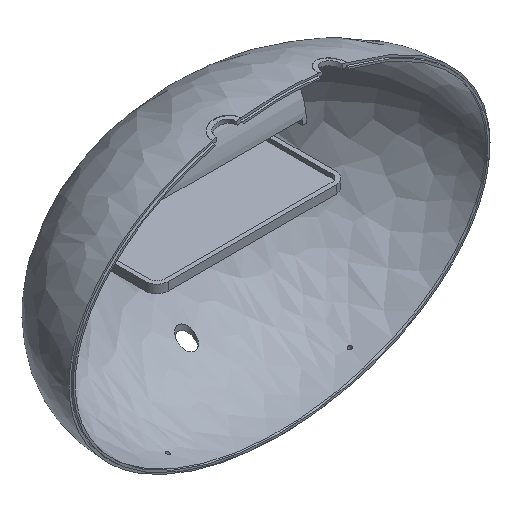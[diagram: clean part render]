
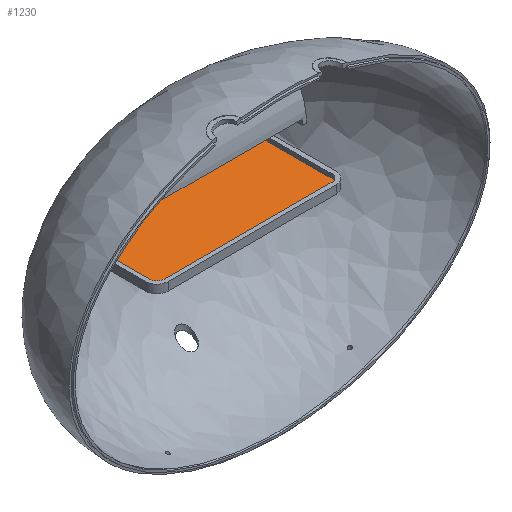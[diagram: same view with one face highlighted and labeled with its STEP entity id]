
A CAD part, isometric view. The second image highlights one B-rep face of the part: STEP entity #1230.
In plain terms, the highlighted planar face has unit normal (0, 0, 1).
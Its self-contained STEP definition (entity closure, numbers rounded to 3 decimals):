
#45=CIRCLE('',#1324,3.5);
#46=CIRCLE('',#1327,3.5);
#47=CIRCLE('',#1330,3.5);
#48=CIRCLE('',#1333,3.5);
#79=PLANE('',#1342);
#157=FACE_OUTER_BOUND('',#232,.T.);
#232=EDGE_LOOP('',(#1012,#1013,#1014,#1015,#1016,#1017,#1018,#1019));
#290=LINE('',#2434,#376);
#294=LINE('',#2443,#380);
#298=LINE('',#2452,#384);
#300=LINE('',#2459,#386);
#376=VECTOR('',#1510,10.);
#380=VECTOR('',#1520,10.);
#384=VECTOR('',#1530,10.);
#386=VECTOR('',#1538,10.);
#561=VERTEX_POINT('',#2432);
#562=VERTEX_POINT('',#2433);
#563=VERTEX_POINT('',#2438);
#564=VERTEX_POINT('',#2442);
#565=VERTEX_POINT('',#2446);
#566=VERTEX_POINT('',#2450);
#567=VERTEX_POINT('',#2454);
#568=VERTEX_POINT('',#2458);
#707=EDGE_CURVE('',#561,#562,#290,.T.);
#711=EDGE_CURVE('',#562,#563,#45,.T.);
#712=EDGE_CURVE('',#563,#564,#294,.T.);
#715=EDGE_CURVE('',#564,#565,#46,.T.);
#717=EDGE_CURVE('',#565,#566,#298,.T.);
#718=EDGE_CURVE('',#566,#567,#47,.T.);
#720=EDGE_CURVE('',#567,#568,#300,.T.);
#722=EDGE_CURVE('',#568,#561,#48,.T.);
#1012=ORIENTED_EDGE('',*,*,#717,.T.);
#1013=ORIENTED_EDGE('',*,*,#718,.T.);
#1014=ORIENTED_EDGE('',*,*,#720,.T.);
#1015=ORIENTED_EDGE('',*,*,#722,.T.);
#1016=ORIENTED_EDGE('',*,*,#707,.T.);
#1017=ORIENTED_EDGE('',*,*,#711,.T.);
#1018=ORIENTED_EDGE('',*,*,#712,.T.);
#1019=ORIENTED_EDGE('',*,*,#715,.T.);
#1230=ADVANCED_FACE('',(#157),#79,.F.);
#1324=AXIS2_PLACEMENT_3D('',#2440,#1516,#1517);
#1327=AXIS2_PLACEMENT_3D('',#2448,#1525,#1526);
#1330=AXIS2_PLACEMENT_3D('',#2455,#1533,#1534);
#1333=AXIS2_PLACEMENT_3D('',#2462,#1542,#1543);
#1342=AXIS2_PLACEMENT_3D('',#2479,#1568,#1569);
#1510=DIRECTION('',(0.,1.,0.));
#1516=DIRECTION('center_axis',(0.,0.,
1.));
#1517=DIRECTION('ref_axis',(0.,1.,0.));
#1520=DIRECTION('',(-1.,0.,0.));
#1525=DIRECTION('center_axis',(0.,0.,
1.));
#1526=DIRECTION('ref_axis',(-1.,0.,0.));
#1530=DIRECTION('',(0.,-1.,0.));
#1533=DIRECTION('center_axis',(0.,0.,
1.));
#1534=DIRECTION('ref_axis',(0.,-1.,0.));
#1538=DIRECTION('',(1.,0.,0.));
#1542=DIRECTION('center_axis',(0.,0.,
1.));
#1543=DIRECTION('ref_axis',(1.,0.,0.));
#1568=DIRECTION('center_axis',(0.,0.,
-1.));
#1569=DIRECTION('ref_axis',(1.,0.,0.));
#2432=CARTESIAN_POINT('',(48.744,23.297,0.));
#2433=CARTESIAN_POINT('',(48.744,54.897,0.));
#2434=CARTESIAN_POINT('',(48.744,49.68,0.));
#2438=CARTESIAN_POINT('',(45.244,58.397,0.));
#2440=CARTESIAN_POINT('Origin',(45.244,54.897,0.));
#2442=CARTESIAN_POINT('',(-36.156,58.397,0.));
#2443=CARTESIAN_POINT('',(-15.806,58.397,0.));
#2446=CARTESIAN_POINT('',(-39.656,54.897,0.));
#2448=CARTESIAN_POINT('Origin',(-36.156,54.897,0.));
#2450=CARTESIAN_POINT('',(-39.656,23.297,0.));
#2452=CARTESIAN_POINT('',(-39.656,33.88,0.));
#2454=CARTESIAN_POINT('',(-36.156,19.797,0.));
#2455=CARTESIAN_POINT('Origin',(-36.156,23.297,0.));
#2458=CARTESIAN_POINT('',(45.244,19.797,0.));
#2459=CARTESIAN_POINT('',(24.894,19.797,0.));
#2462=CARTESIAN_POINT('Origin',(45.244,23.297,0.));
#2479=CARTESIAN_POINT('Origin',(4.544,44.464,0.));
